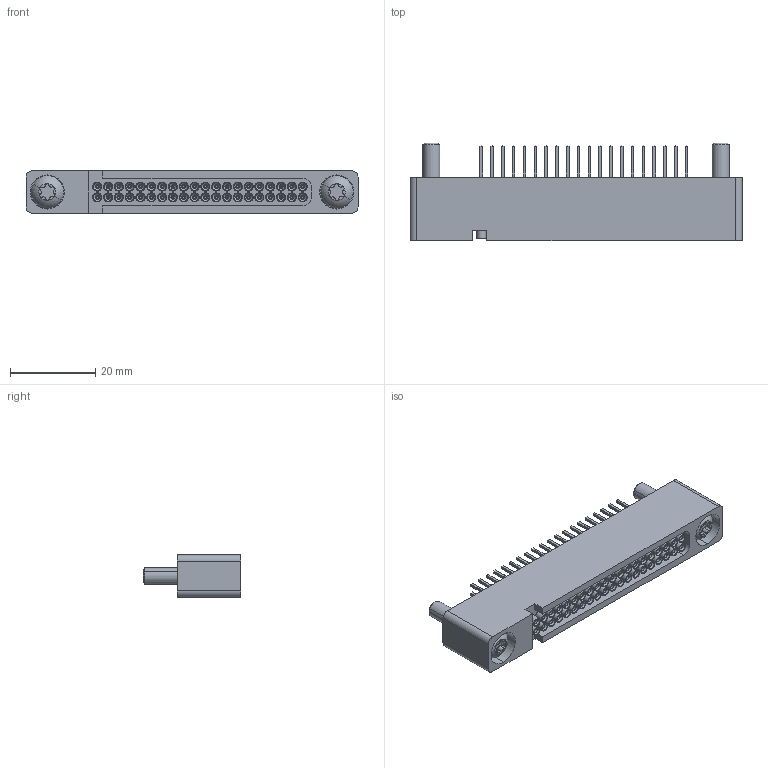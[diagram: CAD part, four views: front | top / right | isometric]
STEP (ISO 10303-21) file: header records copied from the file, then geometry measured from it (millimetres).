
FILE_DESCRIPTION (( 'STEP AP214' ), '1' );
FILE_NAME ('INGUN_48743.STEP', '2021-04-20T11:33:27', ( '' ), ( '' ), 'SwSTEP 2.0', 'SolidWorks 2018', '' );
FILE_SCHEMA (( 'AUTOMOTIVE_DESIGN' ));
Length unit declared in the file: millimetre
Products named in the file (4): KT-Master~-k-t_KT-254 W3 E02; INGUN_48743; ISO7380~n_M04,0x020; 48736~2_S
Assembly tree (43 placements, depth 2):
  INGUN_48743
    48736~2_S
    KT-Master~-k-t_KT-254 W3 E02  x40
    ISO7380~n_M04,0x020  x2
Bounding box: 78 x 23 x 10 mm (x, y, z)
Volume: 10163.8 mm3; surface area: 13142.2 mm2
Topology: 83 solids, 83 shells, 5821 faces, 15574 edges, 10045 vertices
Faces by surface type: plane 3149, cylinder 2102, cone 566, torus 4
Entity records: 10195 total; most frequent: CARTESIAN_POINT 2059, DIRECTION 1698, ORIENTED_EDGE 1596, EDGE_CURVE 798, AXIS2_PLACEMENT_3D 693, VERTEX_POINT 522, EDGE_LOOP 386, CIRCLE 354
